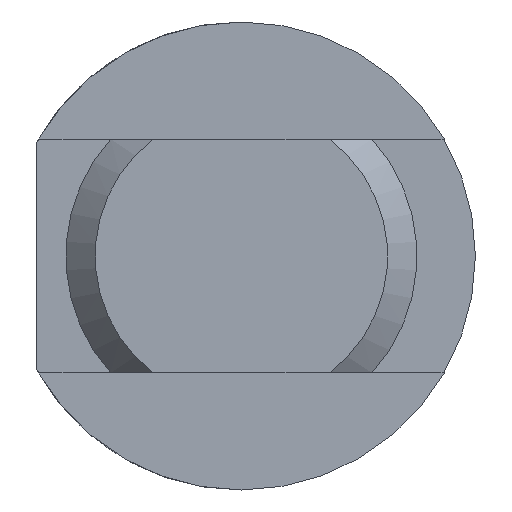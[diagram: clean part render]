
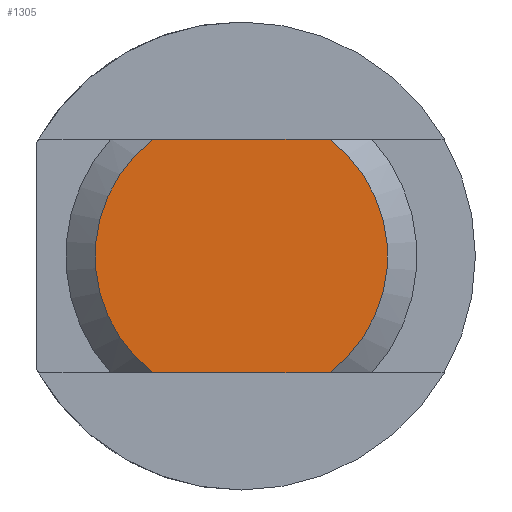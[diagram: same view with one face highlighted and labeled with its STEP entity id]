
A CAD part, left-side view. The second image highlights one B-rep face of the part: STEP entity #1305.
In plain terms, the highlighted planar face has unit normal (-1, 0, 0).
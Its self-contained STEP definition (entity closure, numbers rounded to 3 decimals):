
#5 = AXIS2_PLACEMENT_3D ( 'NONE', #2456, #2457, #2458 ) ;
#8 = EDGE_CURVE ( 'NONE', #2380, #2360, #1175, .T. ) ;
#180 = EDGE_CURVE ( 'NONE', #2302, #2360, #780, .T. ) ;
#226 = EDGE_CURVE ( 'NONE', #2380, #2392, #846, .T. ) ;
#233 = EDGE_CURVE ( 'NONE', #2302, #2392, #861, .T. ) ;
#352 = AXIS2_PLACEMENT_3D ( 'NONE', #3096, #3098, #3099 ) ;
#477 = AXIS2_PLACEMENT_3D ( 'NONE', #1521, #1523, #1524 ) ;
#780 = LINE ( 'NONE', #2960, #781 ) ;
#781 = VECTOR ( 'NONE', #2961, 1000. ) ;
#846 = LINE ( 'NONE', #3078, #847 ) ;
#847 = VECTOR ( 'NONE', #3079, 1000. ) ;
#861 = CIRCLE ( 'NONE', #352, 5. ) ;
#1099 = FACE_OUTER_BOUND ( 'NONE', #1881, .T. ) ;
#1175 = CIRCLE ( 'NONE', #5, 5. ) ;
#1305 = ADVANCED_FACE ( 'NONE', ( #1099 ), #1522, .F. ) ;
#1521 = CARTESIAN_POINT ( 'NONE',  ( 0., 0., 0. ) ) ;
#1522 = PLANE ( 'NONE',  #477 ) ;
#1523 = DIRECTION ( 'NONE',  ( 1., 0., 0. ) ) ;
#1524 = DIRECTION ( 'NONE',  ( 0., 0., -1. ) ) ;
#1567 = CARTESIAN_POINT ( 'NONE',  ( 0., -3., -4. ) ) ;
#1624 = CARTESIAN_POINT ( 'NONE',  ( 0., 3., -4. ) ) ;
#1644 = CARTESIAN_POINT ( 'NONE',  ( 0., 3., 4. ) ) ;
#1656 = CARTESIAN_POINT ( 'NONE',  ( 0., -3., 4. ) ) ;
#1881 = EDGE_LOOP ( 'NONE', ( #1887, #1908, #1886, #1991 ) ) ;
#1886 = ORIENTED_EDGE ( 'NONE', *, *, #226, .F. ) ;
#1887 = ORIENTED_EDGE ( 'NONE', *, *, #180, .F. ) ;
#1908 = ORIENTED_EDGE ( 'NONE', *, *, #233, .T. ) ;
#1991 = ORIENTED_EDGE ( 'NONE', *, *, #8, .T. ) ;
#2302 = VERTEX_POINT ( 'NONE', #1567 ) ;
#2360 = VERTEX_POINT ( 'NONE', #1624 ) ;
#2380 = VERTEX_POINT ( 'NONE', #1644 ) ;
#2392 = VERTEX_POINT ( 'NONE', #1656 ) ;
#2456 = CARTESIAN_POINT ( 'NONE',  ( 0., 0., 0. ) ) ;
#2457 = DIRECTION ( 'NONE',  ( -1., 0., 0. ) ) ;
#2458 = DIRECTION ( 'NONE',  ( 0., 0., -1. ) ) ;
#2960 = CARTESIAN_POINT ( 'NONE',  ( 0., 6.928, -4. ) ) ;
#2961 = DIRECTION ( 'NONE',  ( 0., 1., 0. ) ) ;
#3078 = CARTESIAN_POINT ( 'NONE',  ( 0., 6.928, 4. ) ) ;
#3079 = DIRECTION ( 'NONE',  ( 0., -1., 0. ) ) ;
#3096 = CARTESIAN_POINT ( 'NONE',  ( 0., 0., 0. ) ) ;
#3098 = DIRECTION ( 'NONE',  ( -1., 0., 0. ) ) ;
#3099 = DIRECTION ( 'NONE',  ( 0., 0., -1. ) ) ;
